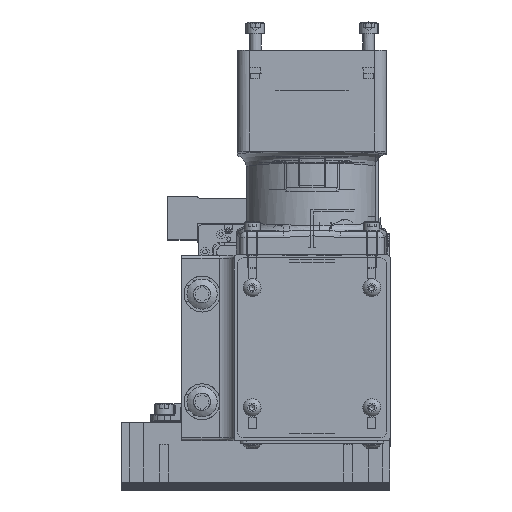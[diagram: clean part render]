
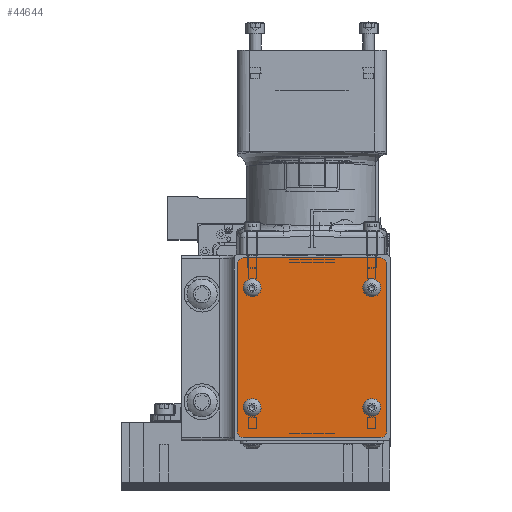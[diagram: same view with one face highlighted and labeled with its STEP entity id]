
A CAD part, top view. The second image highlights one B-rep face of the part: STEP entity #44644.
In plain terms, the highlighted planar face has unit normal (0, 0, 1).
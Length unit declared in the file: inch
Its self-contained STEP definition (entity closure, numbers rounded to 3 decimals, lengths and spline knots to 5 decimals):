
#185 = CIRCLE ( 'NONE', #46490, 0.18701 ) ;
#3136 = DIRECTION ( 'NONE',  ( 0., 0., -1. ) ) ;
#4079 = CARTESIAN_POINT ( 'NONE',  ( -1.5625, -1.75, 1.6375 ) ) ;
#4123 = CARTESIAN_POINT ( 'NONE',  ( 1.4375, -1.75, 1.6375 ) ) ;
#4363 = AXIS2_PLACEMENT_3D ( 'NONE', #58646, #43278, #36436 ) ;
#5066 = EDGE_CURVE ( 'NONE', #64846, #64846, #61398, .T. ) ;
#5783 = VERTEX_POINT ( 'NONE', #12125 ) ;
#6636 = VECTOR ( 'NONE', #46172, 39.37008 ) ;
#7996 = EDGE_LOOP ( 'NONE', ( #34191 ) ) ;
#9040 = DIRECTION ( 'NONE',  ( 0., 1., 0. ) ) ;
#9047 = DIRECTION ( 'NONE',  ( 0., -1., 0. ) ) ;
#9455 = CIRCLE ( 'NONE', #41312, 0.18701 ) ;
#9525 = ORIENTED_EDGE ( 'NONE', *, *, #22816, .F. ) ;
#10839 = FACE_BOUND ( 'NONE', #55229, .T. ) ;
#10879 = ORIENTED_EDGE ( 'NONE', *, *, #31433, .T. ) ;
#11058 = EDGE_CURVE ( 'NONE', #35798, #82718, #69679, .T. ) ;
#11269 = EDGE_LOOP ( 'NONE', ( #68763 ) ) ;
#11487 = VECTOR ( 'NONE', #42041, 39.37008 ) ;
#11838 = EDGE_CURVE ( 'NONE', #29300, #19637, #24438, .T. ) ;
#12125 = CARTESIAN_POINT ( 'NONE',  ( 1.25, -1.43701, 1.6375 ) ) ;
#13576 = DIRECTION ( 'NONE',  ( 0., 0., 1. ) ) ;
#15089 = AXIS2_PLACEMENT_3D ( 'NONE', #84391, #69478, #35439 ) ;
#16292 = FACE_BOUND ( 'NONE', #11269, .T. ) ;
#17520 = VECTOR ( 'NONE', #67139, 39.37008 ) ;
#17743 = DIRECTION ( 'NONE',  ( 0., 1., 0. ) ) ;
#19449 = EDGE_CURVE ( 'NONE', #5783, #5783, #185, .T. ) ;
#19637 = VERTEX_POINT ( 'NONE', #75765 ) ;
#22816 = EDGE_CURVE ( 'NONE', #66426, #64800, #29422, .T. ) ;
#23083 = PLANE ( 'NONE',  #82256 ) ;
#23700 = DIRECTION ( 'NONE',  ( 0., -1., 0. ) ) ;
#23978 = CARTESIAN_POINT ( 'NONE',  ( -1.5625, -1.875, 1.6375 ) ) ;
#24438 = LINE ( 'NONE', #23978, #6636 ) ;
#24441 = FACE_BOUND ( 'NONE', #49869, .T. ) ;
#24744 = DIRECTION ( 'NONE',  ( 0., 0., 1. ) ) ;
#25185 = CARTESIAN_POINT ( 'NONE',  ( 1.25, -1.25, 1.6375 ) ) ;
#25509 = CIRCLE ( 'NONE', #76182, 0.125 ) ;
#25888 = LINE ( 'NONE', #45425, #17520 ) ;
#29300 = VERTEX_POINT ( 'NONE', #4079 ) ;
#29422 = LINE ( 'NONE', #71136, #29576 ) ;
#29576 = VECTOR ( 'NONE', #9047, 39.37008 ) ;
#29686 = ORIENTED_EDGE ( 'NONE', *, *, #11058, .F. ) ;
#30134 = ORIENTED_EDGE ( 'NONE', *, *, #53774, .T. ) ;
#31433 = EDGE_CURVE ( 'NONE', #35798, #19637, #67378, .T. ) ;
#31843 = CARTESIAN_POINT ( 'NONE',  ( 1.4375, -1.875, 1.6375 ) ) ;
#34191 = ORIENTED_EDGE ( 'NONE', *, *, #88558, .F. ) ;
#35439 = DIRECTION ( 'NONE',  ( 0., -1., 0. ) ) ;
#35798 = VERTEX_POINT ( 'NONE', #87937 ) ;
#36436 = DIRECTION ( 'NONE',  ( 0., -1., 0. ) ) ;
#37167 = CARTESIAN_POINT ( 'NONE',  ( -1.25, -1.43701, 1.6375 ) ) ;
#38563 = CARTESIAN_POINT ( 'NONE',  ( 1.5625, 1.75, 1.6375 ) ) ;
#39798 = AXIS2_PLACEMENT_3D ( 'NONE', #4123, #87073, #17743 ) ;
#41312 = AXIS2_PLACEMENT_3D ( 'NONE', #66875, #24744, #53261 ) ;
#41585 = CARTESIAN_POINT ( 'NONE',  ( 1.5625, 1.875, 1.6375 ) ) ;
#42041 = DIRECTION ( 'NONE',  ( 1., 0., 0. ) ) ;
#43278 = DIRECTION ( 'NONE',  ( 0., 0., 1. ) ) ;
#43498 = ORIENTED_EDGE ( 'NONE', *, *, #5066, .F. ) ;
#44644 = ADVANCED_FACE ( 'NONE', ( #16292, #71575, #24441, #45300, #10839 ), #23083, .F. ) ;
#45300 = FACE_BOUND ( 'NONE', #7996, .T. ) ;
#45425 = CARTESIAN_POINT ( 'NONE',  ( 1.5625, -1.875, 1.6375 ) ) ;
#45596 = ORIENTED_EDGE ( 'NONE', *, *, #11838, .F. ) ;
#46172 = DIRECTION ( 'NONE',  ( 0., 1., 0. ) ) ;
#46490 = AXIS2_PLACEMENT_3D ( 'NONE', #25185, #65847, #23700 ) ;
#49869 = EDGE_LOOP ( 'NONE', ( #43498 ) ) ;
#51395 = CIRCLE ( 'NONE', #39798, 0.125 ) ;
#53068 = VERTEX_POINT ( 'NONE', #79396 ) ;
#53261 = DIRECTION ( 'NONE',  ( 0., -1., 0. ) ) ;
#53774 = EDGE_CURVE ( 'NONE', #29300, #61973, #25509, .T. ) ;
#54548 = VERTEX_POINT ( 'NONE', #31843 ) ;
#54804 = DIRECTION ( 'NONE',  ( 0., 1., 0. ) ) ;
#55229 = EDGE_LOOP ( 'NONE', ( #83090 ) ) ;
#55500 = CARTESIAN_POINT ( 'NONE',  ( 1.4375, 1.75, 1.6375 ) ) ;
#57203 = EDGE_LOOP ( 'NONE', ( #29686, #10879, #45596, #30134, #65045, #67051, #9525, #72007 ) ) ;
#58646 = CARTESIAN_POINT ( 'NONE',  ( -1.25, 1.25, 1.6375 ) ) ;
#61398 = CIRCLE ( 'NONE', #15089, 0.18701 ) ;
#61973 = VERTEX_POINT ( 'NONE', #87649 ) ;
#64800 = VERTEX_POINT ( 'NONE', #83270 ) ;
#64846 = VERTEX_POINT ( 'NONE', #37167 ) ;
#65045 = ORIENTED_EDGE ( 'NONE', *, *, #89169, .F. ) ;
#65236 = CARTESIAN_POINT ( 'NONE',  ( -1.5625, -1.875, 1.6375 ) ) ;
#65847 = DIRECTION ( 'NONE',  ( 0., 0., 1. ) ) ;
#66426 = VERTEX_POINT ( 'NONE', #38563 ) ;
#66875 = CARTESIAN_POINT ( 'NONE',  ( 1.25, 1.25, 1.6375 ) ) ;
#67051 = ORIENTED_EDGE ( 'NONE', *, *, #86029, .T. ) ;
#67139 = DIRECTION ( 'NONE',  ( -1., 0., 0. ) ) ;
#67378 = CIRCLE ( 'NONE', #73150, 0.125 ) ;
#67623 = CARTESIAN_POINT ( 'NONE',  ( -1.4375, 1.75, 1.6375 ) ) ;
#68763 = ORIENTED_EDGE ( 'NONE', *, *, #19449, .F. ) ;
#69311 = DIRECTION ( 'NONE',  ( 0., 0., 1. ) ) ;
#69393 = CARTESIAN_POINT ( 'NONE',  ( 1.25, 1.06299, 1.6375 ) ) ;
#69478 = DIRECTION ( 'NONE',  ( 0., 0., 1. ) ) ;
#69679 = LINE ( 'NONE', #41585, #11487 ) ;
#70942 = CIRCLE ( 'NONE', #4363, 0.18701 ) ;
#71136 = CARTESIAN_POINT ( 'NONE',  ( 1.5625, -1.875, 1.6375 ) ) ;
#71575 = FACE_OUTER_BOUND ( 'NONE', #57203, .T. ) ;
#72007 = ORIENTED_EDGE ( 'NONE', *, *, #75911, .T. ) ;
#73150 = AXIS2_PLACEMENT_3D ( 'NONE', #67623, #69311, #73989 ) ;
#73989 = DIRECTION ( 'NONE',  ( 0., 1., 0. ) ) ;
#74162 = CARTESIAN_POINT ( 'NONE',  ( 1.4375, 1.875, 1.6375 ) ) ;
#75676 = EDGE_CURVE ( 'NONE', #88881, #88881, #9455, .T. ) ;
#75765 = CARTESIAN_POINT ( 'NONE',  ( -1.5625, 1.75, 1.6375 ) ) ;
#75911 = EDGE_CURVE ( 'NONE', #66426, #82718, #80423, .T. ) ;
#76182 = AXIS2_PLACEMENT_3D ( 'NONE', #89703, #13576, #54804 ) ;
#76815 = DIRECTION ( 'NONE',  ( 0., 1., 0. ) ) ;
#79396 = CARTESIAN_POINT ( 'NONE',  ( -1.25, 1.06299, 1.6375 ) ) ;
#80423 = CIRCLE ( 'NONE', #81837, 0.125 ) ;
#81837 = AXIS2_PLACEMENT_3D ( 'NONE', #55500, #83594, #76815 ) ;
#82256 = AXIS2_PLACEMENT_3D ( 'NONE', #65236, #3136, #9040 ) ;
#82718 = VERTEX_POINT ( 'NONE', #74162 ) ;
#83090 = ORIENTED_EDGE ( 'NONE', *, *, #75676, .F. ) ;
#83270 = CARTESIAN_POINT ( 'NONE',  ( 1.5625, -1.75, 1.6375 ) ) ;
#83594 = DIRECTION ( 'NONE',  ( 0., 0., 1. ) ) ;
#84391 = CARTESIAN_POINT ( 'NONE',  ( -1.25, -1.25, 1.6375 ) ) ;
#86029 = EDGE_CURVE ( 'NONE', #54548, #64800, #51395, .T. ) ;
#87073 = DIRECTION ( 'NONE',  ( 0., 0., 1. ) ) ;
#87649 = CARTESIAN_POINT ( 'NONE',  ( -1.4375, -1.875, 1.6375 ) ) ;
#87937 = CARTESIAN_POINT ( 'NONE',  ( -1.4375, 1.875, 1.6375 ) ) ;
#88558 = EDGE_CURVE ( 'NONE', #53068, #53068, #70942, .T. ) ;
#88881 = VERTEX_POINT ( 'NONE', #69393 ) ;
#89169 = EDGE_CURVE ( 'NONE', #54548, #61973, #25888, .T. ) ;
#89703 = CARTESIAN_POINT ( 'NONE',  ( -1.4375, -1.75, 1.6375 ) ) ;
